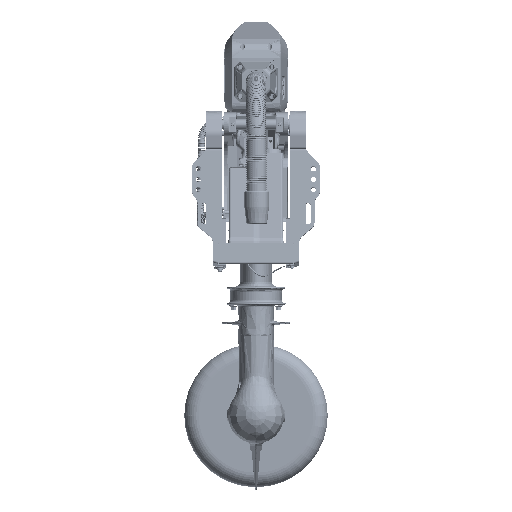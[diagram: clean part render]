
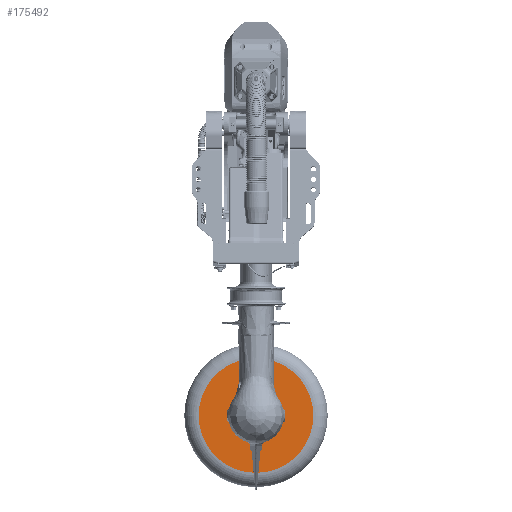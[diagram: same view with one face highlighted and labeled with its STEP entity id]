
A CAD part, left-side view. The second image highlights one B-rep face of the part: STEP entity #175492.
In plain terms, the highlighted planar face has unit normal (1, 0, 0).
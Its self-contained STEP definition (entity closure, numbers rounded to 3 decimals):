
#7807 = FACE_OUTER_BOUND ( 'NONE', #286592, .T. ) ;
#16892 = CIRCLE ( 'NONE', #317149, 120. ) ;
#44057 = DIRECTION ( 'NONE',  ( 1., 0., 0. ) ) ;
#71641 = CARTESIAN_POINT ( 'NONE',  ( 278.824, 0.049, 106.151 ) ) ;
#77002 = DIRECTION ( 'NONE',  ( 1., 0., 0. ) ) ;
#83549 = AXIS2_PLACEMENT_3D ( 'NONE', #71641, #44057, #351514 ) ;
#91033 = CIRCLE ( 'NONE', #83549, 120. ) ;
#110056 = EDGE_CURVE ( 'NONE', #389111, #346820, #91033, .T. ) ;
#145404 = PLANE ( 'NONE',  #411678 ) ;
#175492 = ADVANCED_FACE ( 'NONE', ( #7807 ), #145404, .F. ) ;
#175774 = DIRECTION ( 'NONE',  ( 0., 0., 1. ) ) ;
#214213 = DIRECTION ( 'NONE',  ( 0., 0., 1. ) ) ;
#246702 = EDGE_CURVE ( 'NONE', #346820, #389111, #16892, .T. ) ;
#269586 = ORIENTED_EDGE ( 'NONE', *, *, #246702, .T. ) ;
#284067 = CARTESIAN_POINT ( 'NONE',  ( 278.824, 0.049, -13.849 ) ) ;
#286592 = EDGE_LOOP ( 'NONE', ( #391132, #269586 ) ) ;
#317149 = AXIS2_PLACEMENT_3D ( 'NONE', #388980, #77002, #175774 ) ;
#346820 = VERTEX_POINT ( 'NONE', #284067 ) ;
#351514 = DIRECTION ( 'NONE',  ( 0., 0., 1. ) ) ;
#366052 = CARTESIAN_POINT ( 'NONE',  ( 278.824, 0.049, 226.151 ) ) ;
#388980 = CARTESIAN_POINT ( 'NONE',  ( 278.824, 0.049, 106.151 ) ) ;
#389111 = VERTEX_POINT ( 'NONE', #366052 ) ;
#390762 = CARTESIAN_POINT ( 'NONE',  ( 278.824, 0.049, 106.151 ) ) ;
#391132 = ORIENTED_EDGE ( 'NONE', *, *, #110056, .T. ) ;
#411678 = AXIS2_PLACEMENT_3D ( 'NONE', #390762, #422911, #214213 ) ;
#422911 = DIRECTION ( 'NONE',  ( -1., 0., 0. ) ) ;
